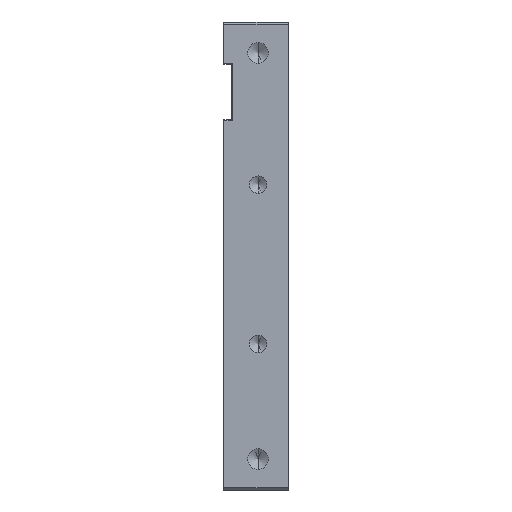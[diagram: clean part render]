
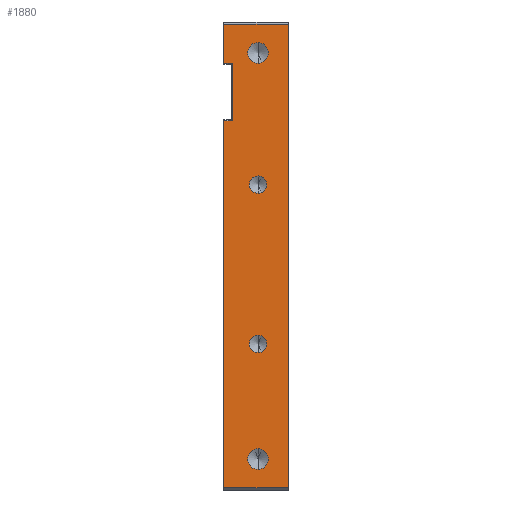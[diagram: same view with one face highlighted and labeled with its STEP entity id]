
A CAD part, left-side view. The second image highlights one B-rep face of the part: STEP entity #1880.
In plain terms, the highlighted planar face has unit normal (-1, 0, 0).
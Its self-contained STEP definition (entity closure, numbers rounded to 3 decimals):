
#422 = CARTESIAN_POINT ( 'NONE',  ( -148.5, 7.5, 17.35 ) ) ;
#587 = FACE_BOUND ( 'NONE', #12468, .T. ) ;
#1526 = EDGE_CURVE ( 'NONE', #19547, #9764, #28322, .T. ) ;
#1757 = EDGE_CURVE ( 'NONE', #9764, #19547, #17606, .T. ) ;
#1772 = ORIENTED_EDGE ( 'NONE', *, *, #18596, .T. ) ;
#1824 = DIRECTION ( 'NONE',  ( 0., 1., 0. ) ) ;
#1880 = ADVANCED_FACE ( 'NONE', ( #5570, #587, #15305, #3620, #5735 ), #8126, .F. ) ;
#2084 = ORIENTED_EDGE ( 'NONE', *, *, #20130, .F. ) ;
#2826 = DIRECTION ( 'NONE',  ( -1., 0., 0. ) ) ;
#2850 = AXIS2_PLACEMENT_3D ( 'NONE', #19155, #29066, #24273 ) ;
#2852 = CIRCLE ( 'NONE', #6932, 2.5 ) ;
#3259 = LINE ( 'NONE', #22775, #3940 ) ;
#3468 = DIRECTION ( 'NONE',  ( 0., 0., -1. ) ) ;
#3560 = CARTESIAN_POINT ( 'NONE',  ( -148.5, 7.5, 46.85 ) ) ;
#3585 = ORIENTED_EDGE ( 'NONE', *, *, #14424, .T. ) ;
#3620 = FACE_BOUND ( 'NONE', #25561, .T. ) ;
#3685 = CARTESIAN_POINT ( 'NONE',  ( -148.5, 13.8, 33.1 ) ) ;
#3940 = VECTOR ( 'NONE', #11418, 1000. ) ;
#4287 = CARTESIAN_POINT ( 'NONE',  ( -148.5, 7.5, -21.35 ) ) ;
#4374 = CARTESIAN_POINT ( 'NONE',  ( -148.5, 7.5, -23.45 ) ) ;
#4384 = EDGE_CURVE ( 'NONE', #12367, #27687, #3259, .T. ) ;
#4427 = CARTESIAN_POINT ( 'NONE',  ( -148.5, 7.5, -46.85 ) ) ;
#4484 = VECTOR ( 'NONE', #26028, 1000. ) ;
#4875 = EDGE_CURVE ( 'NONE', #29239, #9847, #11801, .T. ) ;
#5377 = ORIENTED_EDGE ( 'NONE', *, *, #16675, .T. ) ;
#5518 = ORIENTED_EDGE ( 'NONE', *, *, #4384, .T. ) ;
#5570 = FACE_BOUND ( 'NONE', #8490, .T. ) ;
#5735 = FACE_OUTER_BOUND ( 'NONE', #16574, .T. ) ;
#5992 = CARTESIAN_POINT ( 'NONE',  ( -148.5, 7.5, -19.25 ) ) ;
#6138 = AXIS2_PLACEMENT_3D ( 'NONE', #8323, #12949, #15340 ) ;
#6412 = LINE ( 'NONE', #16475, #10773 ) ;
#6485 = ORIENTED_EDGE ( 'NONE', *, *, #27744, .F. ) ;
#6736 = VECTOR ( 'NONE', #1824, 1000. ) ;
#6932 = AXIS2_PLACEMENT_3D ( 'NONE', #26908, #9983, #21979 ) ;
#7811 = AXIS2_PLACEMENT_3D ( 'NONE', #8408, #18141, #27892 ) ;
#7989 = VECTOR ( 'NONE', #15884, 1000. ) ;
#8126 = PLANE ( 'NONE',  #14574 ) ;
#8323 = CARTESIAN_POINT ( 'NONE',  ( -148.5, 7.5, 49.35 ) ) ;
#8405 = VECTOR ( 'NONE', #14220, 1000. ) ;
#8408 = CARTESIAN_POINT ( 'NONE',  ( -148.5, 7.5, -49.35 ) ) ;
#8489 = CARTESIAN_POINT ( 'NONE',  ( -148.5, 15.8, 32.9 ) ) ;
#8490 = EDGE_LOOP ( 'NONE', ( #20840, #10410 ) ) ;
#8657 = CARTESIAN_POINT ( 'NONE',  ( -148.5, 15.8, 46.8 ) ) ;
#8800 = CARTESIAN_POINT ( 'NONE',  ( -148.5, 15.8, -56.85 ) ) ;
#8890 = VERTEX_POINT ( 'NONE', #12613 ) ;
#8994 = VERTEX_POINT ( 'NONE', #13689 ) ;
#9566 = DIRECTION ( 'NONE',  ( -1., 0., 0. ) ) ;
#9764 = VERTEX_POINT ( 'NONE', #19688 ) ;
#9847 = VERTEX_POINT ( 'NONE', #8657 ) ;
#9850 = EDGE_CURVE ( 'NONE', #8994, #22278, #21124, .T. ) ;
#9983 = DIRECTION ( 'NONE',  ( -1., 0., 0. ) ) ;
#10367 = DIRECTION ( 'NONE',  ( 1., 0., 0. ) ) ;
#10410 = ORIENTED_EDGE ( 'NONE', *, *, #10979, .F. ) ;
#10668 = CARTESIAN_POINT ( 'NONE',  ( -148.5, 7.5, -49.35 ) ) ;
#10773 = VECTOR ( 'NONE', #31287, 1000. ) ;
#10979 = EDGE_CURVE ( 'NONE', #31180, #12980, #15041, .T. ) ;
#11418 = DIRECTION ( 'NONE',  ( 0., -1., 0. ) ) ;
#11436 = LINE ( 'NONE', #21332, #6736 ) ;
#11801 = LINE ( 'NONE', #16286, #4484 ) ;
#12358 = EDGE_LOOP ( 'NONE', ( #16014, #2084 ) ) ;
#12367 = VERTEX_POINT ( 'NONE', #29897 ) ;
#12468 = EDGE_LOOP ( 'NONE', ( #14292, #14633 ) ) ;
#12591 = ORIENTED_EDGE ( 'NONE', *, *, #24627, .T. ) ;
#12613 = CARTESIAN_POINT ( 'NONE',  ( -148.5, 7.5, -51.85 ) ) ;
#12949 = DIRECTION ( 'NONE',  ( -1., 0., 0. ) ) ;
#12980 = VERTEX_POINT ( 'NONE', #5992 ) ;
#13689 = CARTESIAN_POINT ( 'NONE',  ( -148.5, 13.8, 46.8 ) ) ;
#14220 = DIRECTION ( 'NONE',  ( 0., 0., -1. ) ) ;
#14253 = ORIENTED_EDGE ( 'NONE', *, *, #9850, .T. ) ;
#14292 = ORIENTED_EDGE ( 'NONE', *, *, #1757, .F. ) ;
#14424 = EDGE_CURVE ( 'NONE', #25050, #12367, #16472, .T. ) ;
#14574 = AXIS2_PLACEMENT_3D ( 'NONE', #25053, #10367, #3468 ) ;
#14633 = ORIENTED_EDGE ( 'NONE', *, *, #1526, .F. ) ;
#14673 = ORIENTED_EDGE ( 'NONE', *, *, #4875, .T. ) ;
#14831 = VERTEX_POINT ( 'NONE', #22675 ) ;
#15041 = CIRCLE ( 'NONE', #2850, 2.1 ) ;
#15073 = CIRCLE ( 'NONE', #22238, 2.5 ) ;
#15305 = FACE_BOUND ( 'NONE', #12358, .T. ) ;
#15340 = DIRECTION ( 'NONE',  ( 0., 0., 1. ) ) ;
#15542 = VERTEX_POINT ( 'NONE', #3560 ) ;
#15768 = DIRECTION ( 'NONE',  ( 0., 0., 1. ) ) ;
#15884 = DIRECTION ( 'NONE',  ( 0., 0., 1. ) ) ;
#16014 = ORIENTED_EDGE ( 'NONE', *, *, #16156, .F. ) ;
#16156 = EDGE_CURVE ( 'NONE', #21446, #8890, #15073, .T. ) ;
#16286 = CARTESIAN_POINT ( 'NONE',  ( -148.5, 15.8, 46.6 ) ) ;
#16421 = EDGE_CURVE ( 'NONE', #14831, #15542, #2852, .T. ) ;
#16472 = LINE ( 'NONE', #8800, #8405 ) ;
#16475 = CARTESIAN_POINT ( 'NONE',  ( -148.5, 16., 32.9 ) ) ;
#16574 = EDGE_LOOP ( 'NONE', ( #5377, #26002, #14673, #12591, #14253, #1772, #3585, #5518 ) ) ;
#16675 = EDGE_CURVE ( 'NONE', #27687, #28397, #30719, .T. ) ;
#16920 = DIRECTION ( 'NONE',  ( 0., 0., 1. ) ) ;
#17606 = CIRCLE ( 'NONE', #25782, 2.1 ) ;
#18141 = DIRECTION ( 'NONE',  ( -1., 0., 0. ) ) ;
#18584 = CIRCLE ( 'NONE', #23156, 2.1 ) ;
#18596 = EDGE_CURVE ( 'NONE', #22278, #25050, #6412, .T. ) ;
#18886 = CARTESIAN_POINT ( 'NONE',  ( -148.5, 0.2, -56.85 ) ) ;
#19155 = CARTESIAN_POINT ( 'NONE',  ( -148.5, 7.5, -21.35 ) ) ;
#19547 = VERTEX_POINT ( 'NONE', #29207 ) ;
#19631 = VECTOR ( 'NONE', #27832, 1000. ) ;
#19688 = CARTESIAN_POINT ( 'NONE',  ( -148.5, 7.5, 19.45 ) ) ;
#20060 = CIRCLE ( 'NONE', #7811, 2.5 ) ;
#20104 = DIRECTION ( 'NONE',  ( 0., -1., 0. ) ) ;
#20130 = EDGE_CURVE ( 'NONE', #8890, #21446, #20060, .T. ) ;
#20840 = ORIENTED_EDGE ( 'NONE', *, *, #30208, .F. ) ;
#21124 = LINE ( 'NONE', #3685, #19631 ) ;
#21146 = CARTESIAN_POINT ( 'NONE',  ( -148.5, 0.2, 56.35 ) ) ;
#21332 = CARTESIAN_POINT ( 'NONE',  ( -148.5, 16., 56.35 ) ) ;
#21446 = VERTEX_POINT ( 'NONE', #4427 ) ;
#21979 = DIRECTION ( 'NONE',  ( 0., 0., 1. ) ) ;
#22024 = VECTOR ( 'NONE', #20104, 1000. ) ;
#22219 = AXIS2_PLACEMENT_3D ( 'NONE', #30490, #25719, #30187 ) ;
#22238 = AXIS2_PLACEMENT_3D ( 'NONE', #10668, #22944, #15768 ) ;
#22278 = VERTEX_POINT ( 'NONE', #28394 ) ;
#22506 = CARTESIAN_POINT ( 'NONE',  ( -148.5, 16., 46.8 ) ) ;
#22675 = CARTESIAN_POINT ( 'NONE',  ( -148.5, 7.5, 51.85 ) ) ;
#22775 = CARTESIAN_POINT ( 'NONE',  ( -148.5, 16., -56.35 ) ) ;
#22944 = DIRECTION ( 'NONE',  ( -1., 0., 0. ) ) ;
#23156 = AXIS2_PLACEMENT_3D ( 'NONE', #4287, #9566, #16920 ) ;
#23517 = CARTESIAN_POINT ( 'NONE',  ( -148.5, 15.8, 56.35 ) ) ;
#23825 = EDGE_CURVE ( 'NONE', #28397, #29239, #11436, .T. ) ;
#24273 = DIRECTION ( 'NONE',  ( 0., 0., 1. ) ) ;
#24627 = EDGE_CURVE ( 'NONE', #9847, #8994, #24897, .T. ) ;
#24897 = LINE ( 'NONE', #22506, #22024 ) ;
#25050 = VERTEX_POINT ( 'NONE', #8489 ) ;
#25053 = CARTESIAN_POINT ( 'NONE',  ( -148.5, 16., -56.85 ) ) ;
#25561 = EDGE_LOOP ( 'NONE', ( #30156, #6485 ) ) ;
#25719 = DIRECTION ( 'NONE',  ( -1., 0., 0. ) ) ;
#25782 = AXIS2_PLACEMENT_3D ( 'NONE', #422, #2826, #31432 ) ;
#26002 = ORIENTED_EDGE ( 'NONE', *, *, #23825, .T. ) ;
#26028 = DIRECTION ( 'NONE',  ( 0., 0., -1. ) ) ;
#26908 = CARTESIAN_POINT ( 'NONE',  ( -148.5, 7.5, 49.35 ) ) ;
#27687 = VERTEX_POINT ( 'NONE', #30408 ) ;
#27744 = EDGE_CURVE ( 'NONE', #15542, #14831, #31101, .T. ) ;
#27832 = DIRECTION ( 'NONE',  ( 0., 0., -1. ) ) ;
#27892 = DIRECTION ( 'NONE',  ( 0., 0., 1. ) ) ;
#28322 = CIRCLE ( 'NONE', #22219, 2.1 ) ;
#28394 = CARTESIAN_POINT ( 'NONE',  ( -148.5, 13.8, 32.9 ) ) ;
#28397 = VERTEX_POINT ( 'NONE', #21146 ) ;
#29066 = DIRECTION ( 'NONE',  ( -1., 0., 0. ) ) ;
#29207 = CARTESIAN_POINT ( 'NONE',  ( -148.5, 7.5, 15.25 ) ) ;
#29239 = VERTEX_POINT ( 'NONE', #23517 ) ;
#29897 = CARTESIAN_POINT ( 'NONE',  ( -148.5, 15.8, -56.35 ) ) ;
#30156 = ORIENTED_EDGE ( 'NONE', *, *, #16421, .F. ) ;
#30187 = DIRECTION ( 'NONE',  ( 0., 0., 1. ) ) ;
#30208 = EDGE_CURVE ( 'NONE', #12980, #31180, #18584, .T. ) ;
#30408 = CARTESIAN_POINT ( 'NONE',  ( -148.5, 0.2, -56.35 ) ) ;
#30490 = CARTESIAN_POINT ( 'NONE',  ( -148.5, 7.5, 17.35 ) ) ;
#30719 = LINE ( 'NONE', #18886, #7989 ) ;
#31101 = CIRCLE ( 'NONE', #6138, 2.5 ) ;
#31180 = VERTEX_POINT ( 'NONE', #4374 ) ;
#31287 = DIRECTION ( 'NONE',  ( 0., 1., 0. ) ) ;
#31432 = DIRECTION ( 'NONE',  ( 0., 0., 1. ) ) ;
